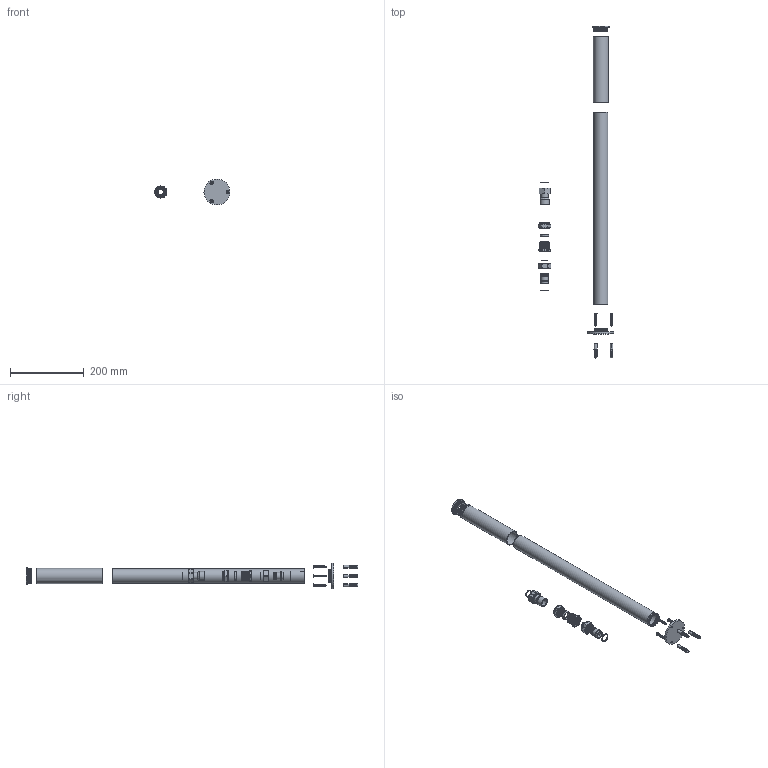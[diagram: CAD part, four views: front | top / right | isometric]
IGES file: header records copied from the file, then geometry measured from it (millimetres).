
Global section: file name: ARCW6 NKL; native system: AutoCAD 2016 - English; preprocessor: Autodesk Translation Framework DWG producer (atf_dwg_producer); organization: unknown; date: 20170207.120524; units: millimetre
Bounding box: 204.89 x 898.99 x 69.9 mm (x, y, z)
Volume: 188186.3 mm3; surface area: 219827.4 mm2
Topology: 20 solids, 20 shells, 775 faces, 2219 edges, 1482 vertices
Faces by surface type: bspline 775
